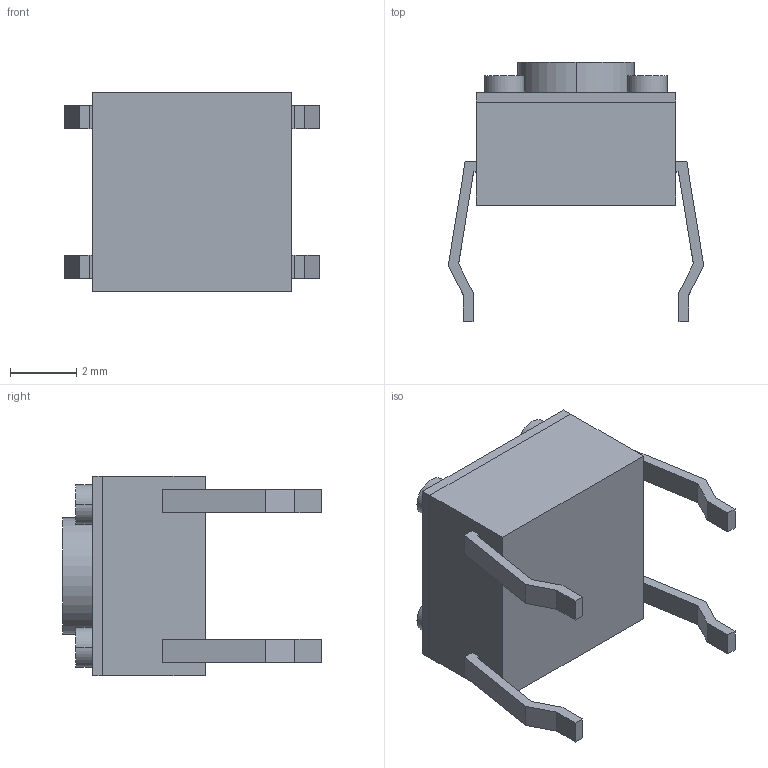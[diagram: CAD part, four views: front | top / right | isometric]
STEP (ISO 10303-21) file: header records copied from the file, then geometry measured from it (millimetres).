
FILE_DESCRIPTION (( 'STEP AP214' ), '1' );
FILE_NAME ('B3F-1000.STEP', '2023-04-15T03:04:33', ( '' ), ( '' ), 'SwSTEP 2.0', 'SolidWorks 2021', '' );
FILE_SCHEMA (( 'AUTOMOTIVE_DESIGN' ));
Length unit declared in the file: millimetre
Products named in the file (1): B3F-1000
Bounding box: 7.7 x 7.8 x 6 mm (x, y, z)
Volume: 128.9 mm3; surface area: 296.9 mm2
Topology: 7 solids, 7 shells, 89 faces, 210 edges, 140 vertices
Faces by surface type: plane 67, cylinder 22
Entity records: 2656 total; most frequent: CARTESIAN_POINT 440, DIRECTION 434, ORIENTED_EDGE 420, EDGE_CURVE 210, LINE 166, VECTOR 166, VERTEX_POINT 140, AXIS2_PLACEMENT_3D 134
